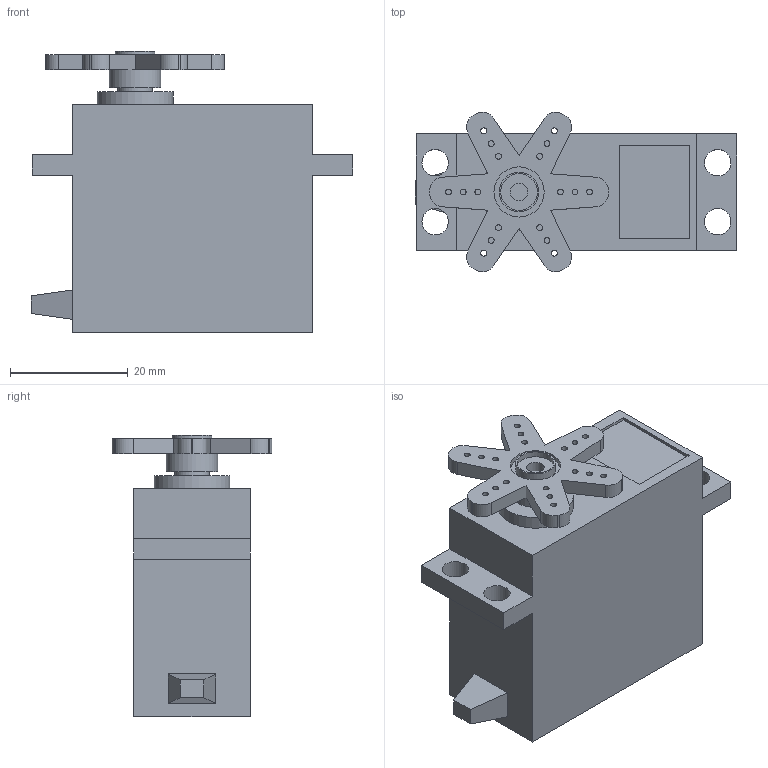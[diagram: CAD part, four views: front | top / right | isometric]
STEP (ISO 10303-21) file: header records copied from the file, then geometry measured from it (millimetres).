
FILE_DESCRIPTION(/* description */ (''),/* implementation_level */ '2;1');
FILE_NAME(/* name */ 'MG995 v1.step',/* time_stamp */ '2025-02-10T18:14:17+03:00',/* author */ (''),/* organization */ (''),/* preprocessor_version */ 'ST-DEVELOPER v20',/* originating_system */ 'Autodesk Translation Framework v13.14.0.145',/* authorisation */ '');
FILE_SCHEMA (('AUTOMOTIVE_DESIGN { 1 0 10303 214 3 1 1 }'));
Length unit declared in the file: millimetre
Products named in the file (3): MG995; 1; 2
Assembly tree (2 placements, depth 2):
  MG995
    1
    2
Bounding box: 54.65 x 27.12 x 47.89 mm (x, y, z)
Volume: 33625.3 mm3; surface area: 8840.6 mm2
Topology: 2 solids, 2 shells, 93 faces, 240 edges, 160 vertices
Faces by surface type: plane 51, cylinder 42
Full cylindrical faces by diameter (mm): 1 x18, 3 x1, 4.5 x4, 5.35 x1, 5.9 x1, 6.229 x1, 6.73 x1, 8.53 x1, 8.73 x1, 12.9 x1
Entity records: 3042 total; most frequent: DIRECTION 520, CARTESIAN_POINT 498, ORIENTED_EDGE 480, EDGE_CURVE 240, AXIS2_PLACEMENT_3D 182, VERTEX_POINT 160, LINE 156, VECTOR 156
